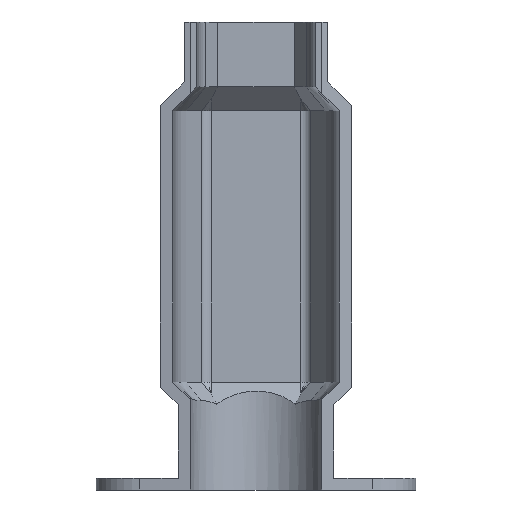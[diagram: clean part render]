
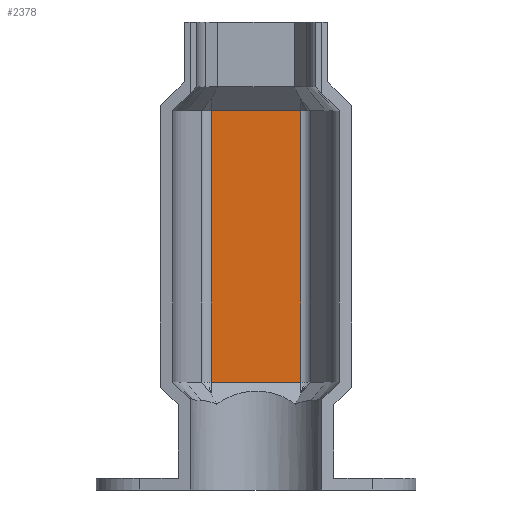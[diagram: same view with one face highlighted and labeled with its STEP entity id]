
A CAD part, front view. The second image highlights one B-rep face of the part: STEP entity #2378.
In plain terms, the highlighted planar face has unit normal (0, -1, 0).
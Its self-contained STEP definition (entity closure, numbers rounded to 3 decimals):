
#8 = VERTEX_POINT ( 'NONE', #2385 ) ;
#53 = EDGE_LOOP ( 'NONE', ( #2852, #903, #2617, #802 ) ) ;
#137 = LINE ( 'NONE', #2751, #3048 ) ;
#173 = VERTEX_POINT ( 'NONE', #2904 ) ;
#178 = CARTESIAN_POINT ( 'NONE',  ( -3.734, 6.25, 9.014 ) ) ;
#198 = DIRECTION ( 'NONE',  ( -1., 0., 0. ) ) ;
#216 = PLANE ( 'NONE',  #2704 ) ;
#287 = DIRECTION ( 'NONE',  ( 0., 0., -1. ) ) ;
#319 = DIRECTION ( 'NONE',  ( 0., 0., -1. ) ) ;
#330 = VECTOR ( 'NONE', #287, 1000. ) ;
#701 = CARTESIAN_POINT ( 'NONE',  ( 1.294, 6.25, 31.686 ) ) ;
#802 = ORIENTED_EDGE ( 'NONE', *, *, #2806, .F. ) ;
#903 = ORIENTED_EDGE ( 'NONE', *, *, #2134, .F. ) ;
#1036 = VECTOR ( 'NONE', #2649, 1000. ) ;
#1069 = VERTEX_POINT ( 'NONE', #1700 ) ;
#1161 = LINE ( 'NONE', #178, #2200 ) ;
#1171 = EDGE_CURVE ( 'NONE', #173, #1925, #137, .T. ) ;
#1444 = EDGE_CURVE ( 'NONE', #8, #1069, #1932, .T. ) ;
#1609 = FACE_OUTER_BOUND ( 'NONE', #53, .T. ) ;
#1640 = CARTESIAN_POINT ( 'NONE',  ( -3.734, 6.25, 34.1 ) ) ;
#1700 = CARTESIAN_POINT ( 'NONE',  ( 3.734, 6.25, 9.014 ) ) ;
#1925 = VERTEX_POINT ( 'NONE', #2248 ) ;
#1932 = LINE ( 'NONE', #2921, #330 ) ;
#2134 = EDGE_CURVE ( 'NONE', #173, #8, #2463, .T. ) ;
#2200 = VECTOR ( 'NONE', #198, 1000. ) ;
#2248 = CARTESIAN_POINT ( 'NONE',  ( -3.734, 6.25, 9.014 ) ) ;
#2378 = ADVANCED_FACE ( 'NONE', ( #1609 ), #216, .T. ) ;
#2385 = CARTESIAN_POINT ( 'NONE',  ( 3.734, 6.25, 31.686 ) ) ;
#2463 = LINE ( 'NONE', #701, #1036 ) ;
#2617 = ORIENTED_EDGE ( 'NONE', *, *, #1171, .T. ) ;
#2649 = DIRECTION ( 'NONE',  ( 1., 0., 0. ) ) ;
#2704 = AXIS2_PLACEMENT_3D ( 'NONE', #1640, #3065, #2821 ) ;
#2751 = CARTESIAN_POINT ( 'NONE',  ( -3.734, 6.25, 34.1 ) ) ;
#2806 = EDGE_CURVE ( 'NONE', #1069, #1925, #1161, .T. ) ;
#2821 = DIRECTION ( 'NONE',  ( 1., 0., 0. ) ) ;
#2852 = ORIENTED_EDGE ( 'NONE', *, *, #1444, .F. ) ;
#2904 = CARTESIAN_POINT ( 'NONE',  ( -3.734, 6.25, 31.686 ) ) ;
#2921 = CARTESIAN_POINT ( 'NONE',  ( 3.734, 6.25, 34.1 ) ) ;
#3048 = VECTOR ( 'NONE', #319, 1000. ) ;
#3065 = DIRECTION ( 'NONE',  ( 0., -1., 0. ) ) ;
